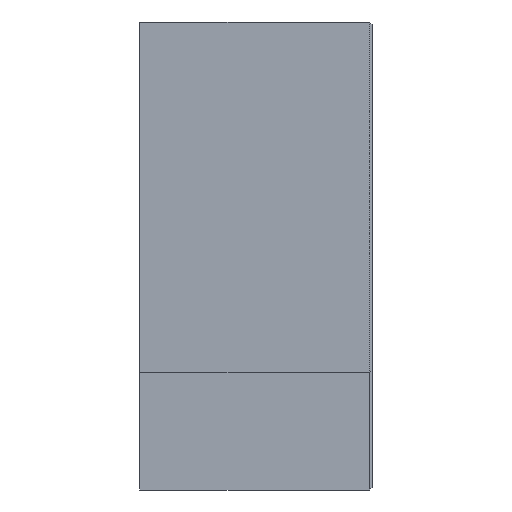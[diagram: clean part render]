
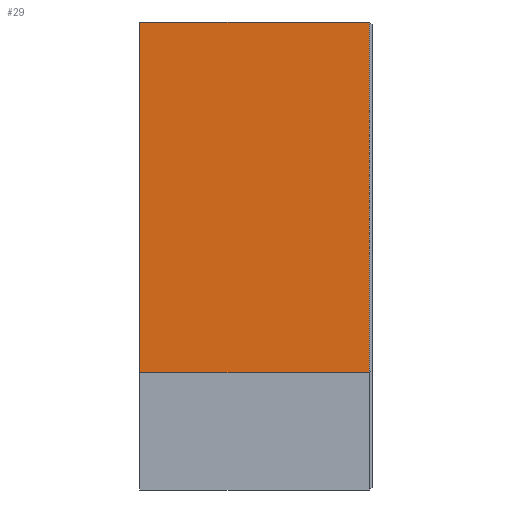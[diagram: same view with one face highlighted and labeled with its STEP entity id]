
A CAD part, left-side view. The second image highlights one B-rep face of the part: STEP entity #29.
In plain terms, the highlighted free-form (B-spline) face has degree [1, 1] with [2, 2] control points.
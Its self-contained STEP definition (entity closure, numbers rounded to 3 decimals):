
#29=ADVANCED_FACE('',(#69),#985,.T.);
#69=FACE_OUTER_BOUND('',#109,.T.);
#109=EDGE_LOOP('',(#183,#184,#185,#186));
#183=ORIENTED_EDGE('',*,*,#867,.T.);
#184=ORIENTED_EDGE('',*,*,#868,.T.);
#185=ORIENTED_EDGE('',*,*,#864,.F.);
#186=ORIENTED_EDGE('',*,*,#869,.T.);
#404=PCURVE('',#984,#590);
#408=PCURVE('',#985,#594);
#409=PCURVE('',#985,#595);
#410=PCURVE('',#985,#596);
#411=PCURVE('',#985,#597);
#414=PCURVE('',#986,#600);
#458=PCURVE('',#992,#644);
#531=PCURVE('',#1000,#717);
#590=DEFINITIONAL_REPRESENTATION('',(#1111),#2454);
#594=DEFINITIONAL_REPRESENTATION('',(#1118),#2454);
#595=DEFINITIONAL_REPRESENTATION('',(#1120),#2454);
#596=DEFINITIONAL_REPRESENTATION('',(#1121),#2454);
#597=DEFINITIONAL_REPRESENTATION('',(#1123),#2454);
#600=DEFINITIONAL_REPRESENTATION('',(#1128),#2454);
#644=DEFINITIONAL_REPRESENTATION('',(#1187),#2454);
#717=DEFINITIONAL_REPRESENTATION('',(#1265),#2454);
#771=SURFACE_CURVE('',#1110,(#404,#410),.PCURVE_S1.);
#774=SURFACE_CURVE('',#1117,(#408,#414),.PCURVE_S1.);
#775=SURFACE_CURVE('',#1119,(#409,#531),.PCURVE_S1.);
#776=SURFACE_CURVE('',#1122,(#411,#458),.PCURVE_S1.);
#864=EDGE_CURVE('',#952,#953,#771,.T.);
#867=EDGE_CURVE('',#954,#955,#774,.T.);
#868=EDGE_CURVE('',#955,#953,#775,.T.);
#869=EDGE_CURVE('',#952,#954,#776,.T.);
#952=VERTEX_POINT('',#1772);
#953=VERTEX_POINT('',#1773);
#954=VERTEX_POINT('',#1774);
#955=VERTEX_POINT('',#1775);
#984=B_SPLINE_SURFACE_WITH_KNOTS('',1,1,((#1454,#1455),(#1456,#1457)),
 .UNSPECIFIED.,.F.,.F.,.F.,(2,2),(2,2),(-24.,24.),(-23.52,
23.52),.UNSPECIFIED.);
#985=B_SPLINE_SURFACE_WITH_KNOTS('',1,1,((#1458,#1459),(#1460,#1461)),
 .UNSPECIFIED.,.F.,.F.,.F.,(2,2),(2,2),(-36.,36.),(-23.52,
23.52),.UNSPECIFIED.);
#986=B_SPLINE_SURFACE_WITH_KNOTS('',1,1,((#1462,#1463),(#1464,#1465)),
 .UNSPECIFIED.,.F.,.F.,.F.,(2,2),(2,2),(-24.,24.),(-23.52,
23.52),.UNSPECIFIED.);
#992=B_SPLINE_SURFACE_WITH_KNOTS('',1,1,((#1486,#1487),(#1488,#1489)),
 .UNSPECIFIED.,.F.,.F.,.F.,(2,2),(2,2),(-48.,48.),(-63.,
63.),.UNSPECIFIED.);
#1000=B_SPLINE_SURFACE_WITH_KNOTS('',1,1,((#1680,#1681),(#1682,#1683)),
 .UNSPECIFIED.,.F.,.F.,.F.,(2,2),(2,2),(-36.,36.),(-1.024,
1.024),.UNSPECIFIED.);
#1110=B_SPLINE_CURVE_WITH_KNOTS('',1,(#1959,#1960),.UNSPECIFIED.,.F.,.F.,
(2,2),(0.,39.2),.UNSPECIFIED.);
#1111=B_SPLINE_CURVE_WITH_KNOTS('',1,(#1961,#1962),.UNSPECIFIED.,.F.,.F.,
(2,2),(0.,39.2),.UNSPECIFIED.);
#1117=B_SPLINE_CURVE_WITH_KNOTS('',1,(#1973,#1974),.UNSPECIFIED.,.F.,.F.,
(2,2),(0.,39.2),.UNSPECIFIED.);
#1118=B_SPLINE_CURVE_WITH_KNOTS('',1,(#1975,#1976),.UNSPECIFIED.,.F.,.F.,
(2,2),(0.,39.2),.UNSPECIFIED.);
#1119=B_SPLINE_CURVE_WITH_KNOTS('',1,(#1977,#1978),.UNSPECIFIED.,.F.,.F.,
(2,2),(0.,60.),.UNSPECIFIED.);
#1120=B_SPLINE_CURVE_WITH_KNOTS('',1,(#1979,#1980),.UNSPECIFIED.,.F.,.F.,
(2,2),(0.,60.),.UNSPECIFIED.);
#1121=B_SPLINE_CURVE_WITH_KNOTS('',1,(#1981,#1982),.UNSPECIFIED.,.F.,.F.,
(2,2),(0.,39.2),.UNSPECIFIED.);
#1122=B_SPLINE_CURVE_WITH_KNOTS('',1,(#1983,#1984),.UNSPECIFIED.,.F.,.F.,
(2,2),(0.,60.),.UNSPECIFIED.);
#1123=B_SPLINE_CURVE_WITH_KNOTS('',1,(#1985,#1986),.UNSPECIFIED.,.F.,.F.,
(2,2),(0.,60.),.UNSPECIFIED.);
#1128=B_SPLINE_CURVE_WITH_KNOTS('',1,(#1995,#1996),.UNSPECIFIED.,.F.,.F.,
(2,2),(0.,39.2),.UNSPECIFIED.);
#1187=B_SPLINE_CURVE_WITH_KNOTS('',1,(#2173,#2174),.UNSPECIFIED.,.F.,.F.,
(2,2),(0.,60.),.UNSPECIFIED.);
#1265=B_SPLINE_CURVE_WITH_KNOTS('',1,(#2394,#2395),.UNSPECIFIED.,.F.,.F.,
(2,2),(0.,60.),.UNSPECIFIED.);
#1454=CARTESIAN_POINT('',(-4.,-43.12,0.));
#1455=CARTESIAN_POINT('',(-4.,3.92,0.));
#1456=CARTESIAN_POINT('',(44.,-43.12,0.));
#1457=CARTESIAN_POINT('',(44.,3.92,0.));
#1458=CARTESIAN_POINT('',(0.,-43.12,-66.));
#1459=CARTESIAN_POINT('',(0.,3.92,-66.));
#1460=CARTESIAN_POINT('',(0.,-43.12,6.));
#1461=CARTESIAN_POINT('',(0.,3.92,6.));
#1462=CARTESIAN_POINT('',(44.,-43.12,-60.));
#1463=CARTESIAN_POINT('',(44.,3.92,-60.));
#1464=CARTESIAN_POINT('',(-4.,-43.12,-60.));
#1465=CARTESIAN_POINT('',(-4.,3.92,-60.));
#1486=CARTESIAN_POINT('',(-10.5,0.,-88.));
#1487=CARTESIAN_POINT('',(115.5,0.,-88.));
#1488=CARTESIAN_POINT('',(-10.5,0.,8.));
#1489=CARTESIAN_POINT('',(115.5,0.,8.));
#1680=CARTESIAN_POINT('',(-0.474,-38.726,6.));
#1681=CARTESIAN_POINT('',(0.974,-40.174,6.));
#1682=CARTESIAN_POINT('',(-0.474,-38.726,-66.));
#1683=CARTESIAN_POINT('',(0.974,-40.174,-66.));
#1772=CARTESIAN_POINT('',(0.,0.,0.));
#1773=CARTESIAN_POINT('',(0.,-39.2,0.));
#1774=CARTESIAN_POINT('',(0.,0.,-60.));
#1775=CARTESIAN_POINT('',(0.,-39.2,-60.));
#1959=CARTESIAN_POINT('',(0.,0.,0.));
#1960=CARTESIAN_POINT('',(0.,-39.2,0.));
#1961=CARTESIAN_POINT('',(-20.,19.6));
#1962=CARTESIAN_POINT('',(-20.,-19.6));
#1973=CARTESIAN_POINT('',(0.,0.,-60.));
#1974=CARTESIAN_POINT('',(0.,-39.2,-60.));
#1975=CARTESIAN_POINT('',(-30.,19.6));
#1976=CARTESIAN_POINT('',(-30.,-19.6));
#1977=CARTESIAN_POINT('',(0.,-39.2,-60.));
#1978=CARTESIAN_POINT('',(0.,-39.2,0.));
#1979=CARTESIAN_POINT('',(-30.,-19.6));
#1980=CARTESIAN_POINT('',(30.,-19.6));
#1981=CARTESIAN_POINT('',(30.,19.6));
#1982=CARTESIAN_POINT('',(30.,-19.6));
#1983=CARTESIAN_POINT('',(0.,0.,0.));
#1984=CARTESIAN_POINT('',(0.,0.,-60.));
#1985=CARTESIAN_POINT('',(30.,19.6));
#1986=CARTESIAN_POINT('',(-30.,19.6));
#1995=CARTESIAN_POINT('',(20.,19.6));
#1996=CARTESIAN_POINT('',(20.,-19.6));
#2173=CARTESIAN_POINT('',(40.,-52.5));
#2174=CARTESIAN_POINT('',(-20.,-52.5));
#2394=CARTESIAN_POINT('',(30.,-0.354));
#2395=CARTESIAN_POINT('',(-30.,-0.354));
#2454=(
GEOMETRIC_REPRESENTATION_CONTEXT(2)
PARAMETRIC_REPRESENTATION_CONTEXT()
REPRESENTATION_CONTEXT('pspace','')
);
